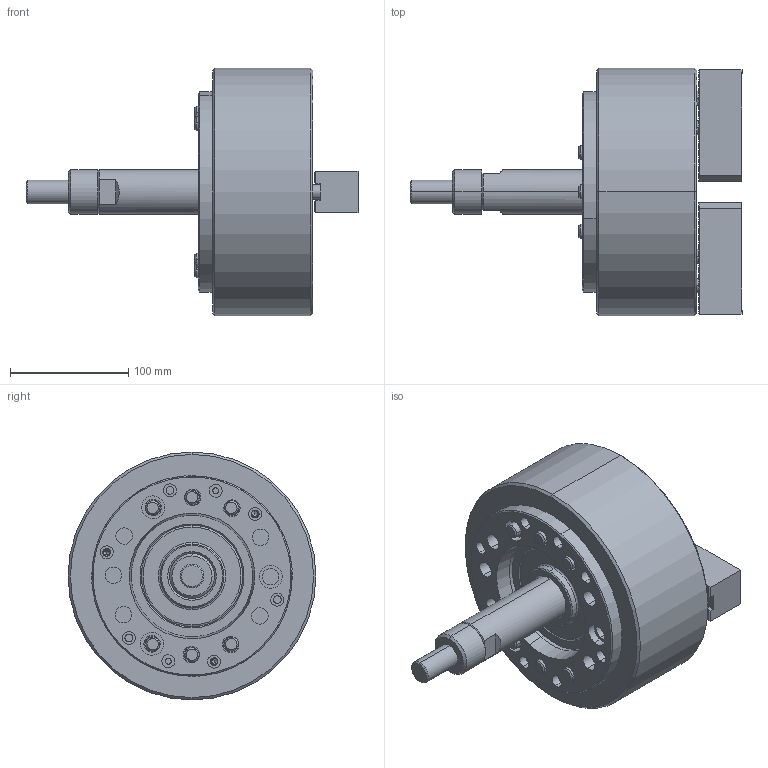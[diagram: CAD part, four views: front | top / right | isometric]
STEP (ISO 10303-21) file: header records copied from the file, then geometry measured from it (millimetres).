
FILE_DESCRIPTION (( 'STEP AP203' ), '1' );
FILE_NAME ('CF-2P-08A6.STEP', '2019-12-27T08:30:54', ( 'temp' ), ( '' ), 'SwSTEP 2.0', 'SolidWorks 2016', '' );
FILE_SCHEMA (( 'CONFIG_CONTROL_DESIGN' ));
Length unit declared in the file: metre
Products named in the file (13): CF-2P-08A6; SJ-08; CF-3P-08-05000; CF-3P-08-07000; CF-3P-08-06000; 半圓頭六角孔螺栓_M5x12; CF-2P-08-01000; 圓頭內六角螺栓_M12x30; CF-2P-08-02000; 圓頭內六角螺栓_M12x85; CF-3P-08-08000; CF-3H-08-11000-A6法蘭; CF-2P-08-04000
Assembly tree (24 placements, depth 2):
  CF-2P-08A6
    CF-2P-08-01000
    CF-2P-08-02000
    CF-3P-08-08000
    CF-2P-08-04000
    SJ-08  x2
    CF-3P-08-05000
    CF-3P-08-07000
    CF-3P-08-06000
    半圓頭六角孔螺栓_M5x12  x4
    圓頭內六角螺栓_M12x30  x4
    圓頭內六角螺栓_M12x85  x6
    CF-3H-08-11000-A6法蘭
Bounding box: 281.3 x 210 x 210 mm (x, y, z)
Volume: 3189013.8 mm3; surface area: 393417 mm2
Topology: 24 solids, 24 shells, 1794 faces, 4842 edges, 3124 vertices
Faces by surface type: plane 1081, cylinder 514, cone 181, torus 18
Entity records: 32364 total; most frequent: CARTESIAN_POINT 6267, ORIENTED_EDGE 5236, DIRECTION 4933, EDGE_CURVE 2618, LINE 1711, VECTOR 1711, VERTEX_POINT 1705, AXIS2_PLACEMENT_3D 1611
